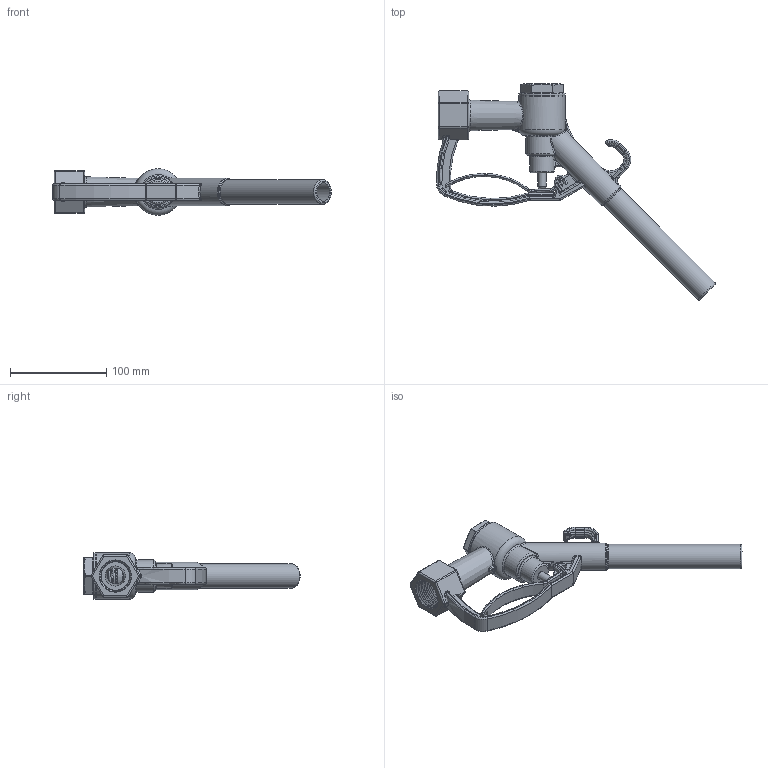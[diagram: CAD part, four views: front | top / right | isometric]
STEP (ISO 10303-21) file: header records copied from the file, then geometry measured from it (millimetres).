
FILE_DESCRIPTION(/* description */ ('1" VALVE NOZZLE BODY'),/* implementation_level */ '2;1');
FILE_NAME(/* name */ 'VN100.stp',/* time_stamp */ '2016-03-21T08:45:05-04:00',/* author */ ('MJC'),/* organization */ (''),/* preprocessor_version */ 'ST-DEVELOPER v16.1',/* originating_system */ 'Autodesk Inventor 2016',/* authorisation */ '');
FILE_SCHEMA (('AUTOMOTIVE_DESIGN { 1 0 10303 214 3 1 1 }'));
Length unit declared in the file: inch
Products named in the file (11): VN10254; VN10264; VN10269; VN10271; VN10270; VN10253; VN10273; VN10274; VN10263; VN10265; VN100
Assembly tree (11 placements, depth 2):
  VN100
    VN10254
    VN10264
    VN10269
    VN10271
    VN10270
    VN10253
    VN10273
    VN10274
    VN10263  x2
    VN10265
Bounding box: 289.5 x 224.5 x 48.26 mm (x, y, z)
Volume: 239093.7 mm3; surface area: 107700.1 mm2
Topology: 11 solids, 11 shells, 651 faces, 1522 edges, 846 vertices
Faces by surface type: cylinder 203, plane 150, torus 118, bspline 118, sphere 46, cone 16
Full cylindrical faces by diameter (mm): 5.944 x2, 8.458 x3, 8.89 x2, 12.954 x2, 19.05 x2, 22.225 x1, 25.4 x3, 28.194 x1, 28.448 x2, 32.634 x1, 39.37 x1, 44.45 x1, 48.26 x2
Entity records: 27064 total; most frequent: CARTESIAN_POINT 12965, DIRECTION 2964, ORIENTED_EDGE 2812, EDGE_CURVE 1406, AXIS2_PLACEMENT_3D 1263, VERTEX_POINT 834, EDGE_LOOP 724, CIRCLE 671
